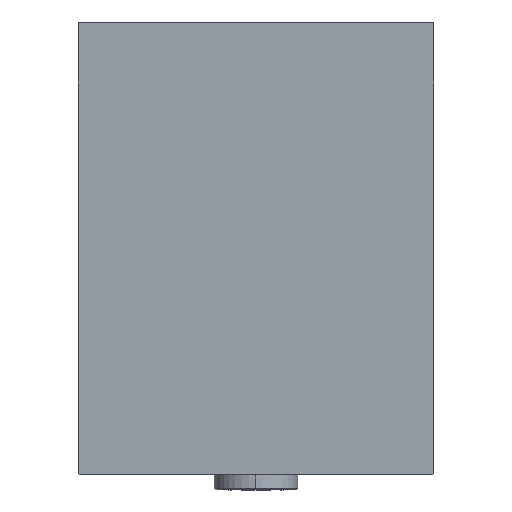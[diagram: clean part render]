
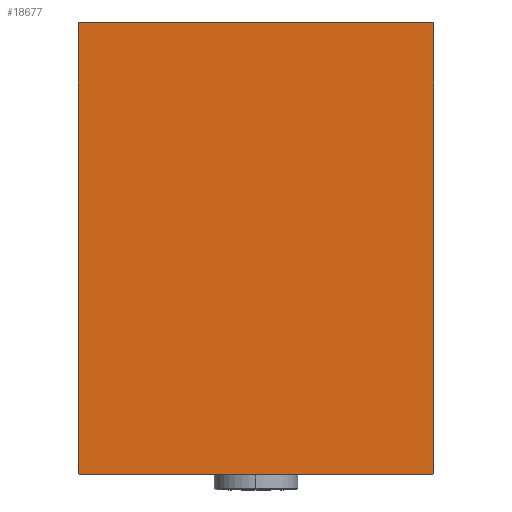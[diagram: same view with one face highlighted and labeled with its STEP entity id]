
A CAD part, left-side view. The second image highlights one B-rep face of the part: STEP entity #18677.
In plain terms, the highlighted face is planar.
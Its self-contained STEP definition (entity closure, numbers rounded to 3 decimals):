
#1212 = LINE ( 'NONE', #18047, #24373 ) ;
#2105 = VERTEX_POINT ( 'NONE', #13685 ) ;
#3465 = CARTESIAN_POINT ( 'NONE',  ( 173., -54.7, -70. ) ) ;
#3612 = CARTESIAN_POINT ( 'NONE',  ( 173., 62.35, -62.35 ) ) ;
#4709 = AXIS2_PLACEMENT_3D ( 'NONE', #10171, #13713, #10606 ) ;
#4765 = DIRECTION ( 'NONE',  ( 0., 0., 1. ) ) ;
#6010 = ORIENTED_EDGE ( 'NONE', *, *, #35781, .T. ) ;
#6149 = VERTEX_POINT ( 'NONE', #18063 ) ;
#6640 = ORIENTED_EDGE ( 'NONE', *, *, #37039, .T. ) ;
#7121 = VECTOR ( 'NONE', #4765, 1000. ) ;
#7799 = EDGE_LOOP ( 'NONE', ( #6640, #25755, #35239, #6010, #39761, #28672, #14756, #15124 ) ) ;
#9190 = DIRECTION ( 'NONE',  ( 0., -0.707, 0.707 ) ) ;
#9550 = EDGE_CURVE ( 'NONE', #12299, #6149, #1212, .T. ) ;
#10171 = CARTESIAN_POINT ( 'NONE',  ( 173., 0., 0. ) ) ;
#10400 = VERTEX_POINT ( 'NONE', #3465 ) ;
#10606 = DIRECTION ( 'NONE',  ( 0., 0., -1. ) ) ;
#11417 = VECTOR ( 'NONE', #33210, 1000. ) ;
#12074 = CARTESIAN_POINT ( 'NONE',  ( 173., 55., -70. ) ) ;
#12294 = VERTEX_POINT ( 'NONE', #25311 ) ;
#12299 = VERTEX_POINT ( 'NONE', #35705 ) ;
#12995 = EDGE_CURVE ( 'NONE', #6149, #13559, #40144, .T. ) ;
#13151 = LINE ( 'NONE', #3612, #37797 ) ;
#13559 = VERTEX_POINT ( 'NONE', #14079 ) ;
#13685 = CARTESIAN_POINT ( 'NONE',  ( 173., 54.7, -70. ) ) ;
#13713 = DIRECTION ( 'NONE',  ( 1., 0., 0. ) ) ;
#13899 = EDGE_CURVE ( 'NONE', #2105, #12294, #13151, .T. ) ;
#14079 = CARTESIAN_POINT ( 'NONE',  ( 173., -55., 69.7 ) ) ;
#14463 = VECTOR ( 'NONE', #43462, 1000. ) ;
#14756 = ORIENTED_EDGE ( 'NONE', *, *, #20446, .T. ) ;
#15124 = ORIENTED_EDGE ( 'NONE', *, *, #36074, .T. ) ;
#15178 = LINE ( 'NONE', #12074, #7121 ) ;
#15525 = CARTESIAN_POINT ( 'NONE',  ( 173., -55., -70. ) ) ;
#16346 = VECTOR ( 'NONE', #9190, 1000. ) ;
#17242 = FACE_OUTER_BOUND ( 'NONE', #7799, .T. ) ;
#17616 = DIRECTION ( 'NONE',  ( 0., -1., 0. ) ) ;
#18047 = CARTESIAN_POINT ( 'NONE',  ( 173., 55., 70. ) ) ;
#18063 = CARTESIAN_POINT ( 'NONE',  ( 173., -54.7, 70. ) ) ;
#18677 = ADVANCED_FACE ( 'NONE', ( #17242 ), #40929, .T. ) ;
#19105 = LINE ( 'NONE', #42134, #40080 ) ;
#19884 = VECTOR ( 'NONE', #33521, 1000. ) ;
#20026 = CARTESIAN_POINT ( 'NONE',  ( 173., -62.35, -62.35 ) ) ;
#20446 = EDGE_CURVE ( 'NONE', #13559, #23896, #19105, .T. ) ;
#23896 = VERTEX_POINT ( 'NONE', #39925 ) ;
#24373 = VECTOR ( 'NONE', #17616, 1000. ) ;
#25090 = DIRECTION ( 'NONE',  ( 0., 0., -1. ) ) ;
#25311 = CARTESIAN_POINT ( 'NONE',  ( 173., 55., -69.7 ) ) ;
#25755 = ORIENTED_EDGE ( 'NONE', *, *, #13899, .T. ) ;
#26018 = CARTESIAN_POINT ( 'NONE',  ( 173., 62.35, 62.35 ) ) ;
#27304 = DIRECTION ( 'NONE',  ( 0., 0.707, 0.707 ) ) ;
#27522 = CARTESIAN_POINT ( 'NONE',  ( 173., -62.35, 62.35 ) ) ;
#28672 = ORIENTED_EDGE ( 'NONE', *, *, #12995, .T. ) ;
#32651 = LINE ( 'NONE', #26018, #16346 ) ;
#33210 = DIRECTION ( 'NONE',  ( 0., 1., 0. ) ) ;
#33521 = DIRECTION ( 'NONE',  ( 0., 0.707, -0.707 ) ) ;
#33745 = LINE ( 'NONE', #20026, #19884 ) ;
#34970 = EDGE_CURVE ( 'NONE', #12294, #38164, #15178, .T. ) ;
#35239 = ORIENTED_EDGE ( 'NONE', *, *, #34970, .T. ) ;
#35705 = CARTESIAN_POINT ( 'NONE',  ( 173., 54.7, 70. ) ) ;
#35781 = EDGE_CURVE ( 'NONE', #38164, #12299, #32651, .T. ) ;
#36074 = EDGE_CURVE ( 'NONE', #23896, #10400, #33745, .T. ) ;
#36302 = LINE ( 'NONE', #15525, #11417 ) ;
#37039 = EDGE_CURVE ( 'NONE', #10400, #2105, #36302, .T. ) ;
#37797 = VECTOR ( 'NONE', #27304, 1000. ) ;
#38164 = VERTEX_POINT ( 'NONE', #38711 ) ;
#38711 = CARTESIAN_POINT ( 'NONE',  ( 173., 55., 69.7 ) ) ;
#39761 = ORIENTED_EDGE ( 'NONE', *, *, #9550, .T. ) ;
#39925 = CARTESIAN_POINT ( 'NONE',  ( 173., -55., -69.7 ) ) ;
#40080 = VECTOR ( 'NONE', #25090, 1000. ) ;
#40144 = LINE ( 'NONE', #27522, #14463 ) ;
#40929 = PLANE ( 'NONE',  #4709 ) ;
#42134 = CARTESIAN_POINT ( 'NONE',  ( 173., -55., 70. ) ) ;
#43462 = DIRECTION ( 'NONE',  ( 0., -0.707, -0.707 ) ) ;
